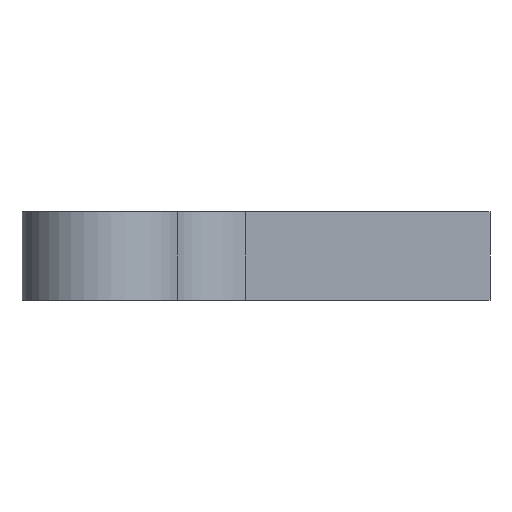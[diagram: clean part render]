
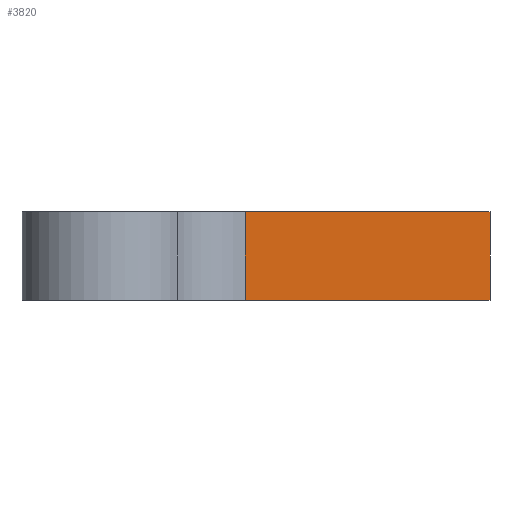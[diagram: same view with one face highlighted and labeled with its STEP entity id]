
A CAD part, left-side view. The second image highlights one B-rep face of the part: STEP entity #3820.
In plain terms, the highlighted planar face has unit normal (-1, 0, 0).
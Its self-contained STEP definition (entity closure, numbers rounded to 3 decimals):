
#73 = PLANE('',#74);
#74 = AXIS2_PLACEMENT_3D('',#75,#76,#77);
#75 = CARTESIAN_POINT('',(115.,48.,15.));
#76 = DIRECTION('',(0.,0.,1.));
#77 = DIRECTION('',(1.,0.,0.));
#128 = PLANE('',#129);
#129 = AXIS2_PLACEMENT_3D('',#130,#131,#132);
#130 = CARTESIAN_POINT('',(115.,48.,0.));
#131 = DIRECTION('',(0.,0.,1.));
#132 = DIRECTION('',(1.,0.,0.));
#1992 = PLANE('',#1993);
#1993 = AXIS2_PLACEMENT_3D('',#1994,#1995,#1996);
#1994 = CARTESIAN_POINT('',(14.,0.,0.));
#1995 = DIRECTION('',(0.,1.,0.));
#1996 = DIRECTION('',(0.,0.,1.));
#2030 = VERTEX_POINT('',#2031);
#2031 = CARTESIAN_POINT('',(14.,0.,0.));
#2052 = EDGE_CURVE('',#2030,#2053,#2055,.T.);
#2053 = VERTEX_POINT('',#2054);
#2054 = CARTESIAN_POINT('',(14.,0.,15.));
#2055 = SURFACE_CURVE('',#2056,(#2060,#2067),.PCURVE_S1.);
#2056 = LINE('',#2057,#2058);
#2057 = CARTESIAN_POINT('',(14.,0.,0.));
#2058 = VECTOR('',#2059,1.);
#2059 = DIRECTION('',(0.,0.,1.));
#2060 = PCURVE('',#1992,#2061);
#2061 = DEFINITIONAL_REPRESENTATION('',(#2062),#2066);
#2062 = LINE('',#2063,#2064);
#2063 = CARTESIAN_POINT('',(0.,0.));
#2064 = VECTOR('',#2065,1.);
#2065 = DIRECTION('',(1.,0.));
#2066 = ( GEOMETRIC_REPRESENTATION_CONTEXT(2) 
PARAMETRIC_REPRESENTATION_CONTEXT() REPRESENTATION_CONTEXT('2D SPACE',''
  ) );
#2067 = PCURVE('',#2068,#2073);
#2068 = PLANE('',#2069);
#2069 = AXIS2_PLACEMENT_3D('',#2070,#2071,#2072);
#2070 = CARTESIAN_POINT('',(14.,0.,0.));
#2071 = DIRECTION('',(1.,0.,0.));
#2072 = DIRECTION('',(0.,0.,1.));
#2073 = DEFINITIONAL_REPRESENTATION('',(#2074),#2078);
#2074 = LINE('',#2075,#2076);
#2075 = CARTESIAN_POINT('',(0.,0.));
#2076 = VECTOR('',#2077,1.);
#2077 = DIRECTION('',(1.,0.));
#2078 = ( GEOMETRIC_REPRESENTATION_CONTEXT(2) 
PARAMETRIC_REPRESENTATION_CONTEXT() REPRESENTATION_CONTEXT('2D SPACE',''
  ) );
#3820 = ADVANCED_FACE('',(#3821),#2068,.F.);
#3821 = FACE_BOUND('',#3822,.F.);
#3822 = EDGE_LOOP('',(#3823,#3846,#3847,#3870));
#3823 = ORIENTED_EDGE('',*,*,#3824,.F.);
#3824 = EDGE_CURVE('',#2053,#3825,#3827,.T.);
#3825 = VERTEX_POINT('',#3826);
#3826 = CARTESIAN_POINT('',(14.,41.336,15.));
#3827 = SURFACE_CURVE('',#3828,(#3832,#3839),.PCURVE_S1.);
#3828 = LINE('',#3829,#3830);
#3829 = CARTESIAN_POINT('',(14.,0.,15.));
#3830 = VECTOR('',#3831,1.);
#3831 = DIRECTION('',(0.,1.,0.));
#3832 = PCURVE('',#2068,#3833);
#3833 = DEFINITIONAL_REPRESENTATION('',(#3834),#3838);
#3834 = LINE('',#3835,#3836);
#3835 = CARTESIAN_POINT('',(15.,0.));
#3836 = VECTOR('',#3837,1.);
#3837 = DIRECTION('',(0.,-1.));
#3838 = ( GEOMETRIC_REPRESENTATION_CONTEXT(2) 
PARAMETRIC_REPRESENTATION_CONTEXT() REPRESENTATION_CONTEXT('2D SPACE',''
  ) );
#3839 = PCURVE('',#73,#3840);
#3840 = DEFINITIONAL_REPRESENTATION('',(#3841),#3845);
#3841 = LINE('',#3842,#3843);
#3842 = CARTESIAN_POINT('',(-101.,-48.));
#3843 = VECTOR('',#3844,1.);
#3844 = DIRECTION('',(0.,1.));
#3845 = ( GEOMETRIC_REPRESENTATION_CONTEXT(2) 
PARAMETRIC_REPRESENTATION_CONTEXT() REPRESENTATION_CONTEXT('2D SPACE',''
  ) );
#3846 = ORIENTED_EDGE('',*,*,#2052,.F.);
#3847 = ORIENTED_EDGE('',*,*,#3848,.T.);
#3848 = EDGE_CURVE('',#2030,#3849,#3851,.T.);
#3849 = VERTEX_POINT('',#3850);
#3850 = CARTESIAN_POINT('',(14.,41.336,0.));
#3851 = SURFACE_CURVE('',#3852,(#3856,#3863),.PCURVE_S1.);
#3852 = LINE('',#3853,#3854);
#3853 = CARTESIAN_POINT('',(14.,0.,0.));
#3854 = VECTOR('',#3855,1.);
#3855 = DIRECTION('',(0.,1.,0.));
#3856 = PCURVE('',#2068,#3857);
#3857 = DEFINITIONAL_REPRESENTATION('',(#3858),#3862);
#3858 = LINE('',#3859,#3860);
#3859 = CARTESIAN_POINT('',(0.,0.));
#3860 = VECTOR('',#3861,1.);
#3861 = DIRECTION('',(0.,-1.));
#3862 = ( GEOMETRIC_REPRESENTATION_CONTEXT(2) 
PARAMETRIC_REPRESENTATION_CONTEXT() REPRESENTATION_CONTEXT('2D SPACE',''
  ) );
#3863 = PCURVE('',#128,#3864);
#3864 = DEFINITIONAL_REPRESENTATION('',(#3865),#3869);
#3865 = LINE('',#3866,#3867);
#3866 = CARTESIAN_POINT('',(-101.,-48.));
#3867 = VECTOR('',#3868,1.);
#3868 = DIRECTION('',(0.,1.));
#3869 = ( GEOMETRIC_REPRESENTATION_CONTEXT(2) 
PARAMETRIC_REPRESENTATION_CONTEXT() REPRESENTATION_CONTEXT('2D SPACE',''
  ) );
#3870 = ORIENTED_EDGE('',*,*,#3871,.T.);
#3871 = EDGE_CURVE('',#3849,#3825,#3872,.T.);
#3872 = SURFACE_CURVE('',#3873,(#3877,#3884),.PCURVE_S1.);
#3873 = LINE('',#3874,#3875);
#3874 = CARTESIAN_POINT('',(14.,41.336,0.));
#3875 = VECTOR('',#3876,1.);
#3876 = DIRECTION('',(0.,0.,1.));
#3877 = PCURVE('',#2068,#3878);
#3878 = DEFINITIONAL_REPRESENTATION('',(#3879),#3883);
#3879 = LINE('',#3880,#3881);
#3880 = CARTESIAN_POINT('',(0.,-41.336));
#3881 = VECTOR('',#3882,1.);
#3882 = DIRECTION('',(1.,0.));
#3883 = ( GEOMETRIC_REPRESENTATION_CONTEXT(2) 
PARAMETRIC_REPRESENTATION_CONTEXT() REPRESENTATION_CONTEXT('2D SPACE',''
  ) );
#3884 = PCURVE('',#3885,#3890);
#3885 = CYLINDRICAL_SURFACE('',#3886,13.);
#3886 = AXIS2_PLACEMENT_3D('',#3887,#3888,#3889);
#3887 = CARTESIAN_POINT('',(1.,41.336,0.));
#3888 = DIRECTION('',(0.,0.,1.));
#3889 = DIRECTION('',(1.,0.,0.));
#3890 = DEFINITIONAL_REPRESENTATION('',(#3891),#3895);
#3891 = LINE('',#3892,#3893);
#3892 = CARTESIAN_POINT('',(0.,0.));
#3893 = VECTOR('',#3894,1.);
#3894 = DIRECTION('',(0.,1.));
#3895 = ( GEOMETRIC_REPRESENTATION_CONTEXT(2) 
PARAMETRIC_REPRESENTATION_CONTEXT() REPRESENTATION_CONTEXT('2D SPACE',''
  ) );
